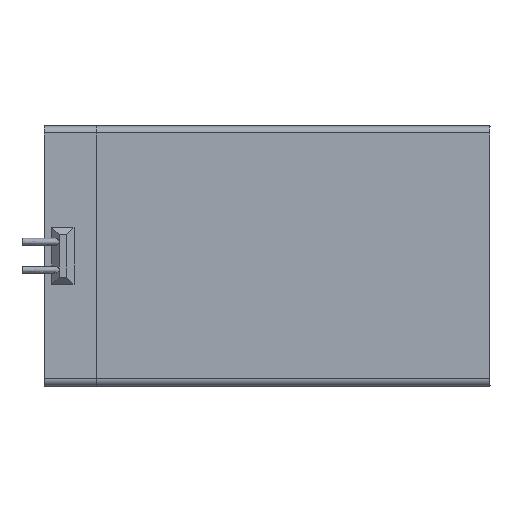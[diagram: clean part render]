
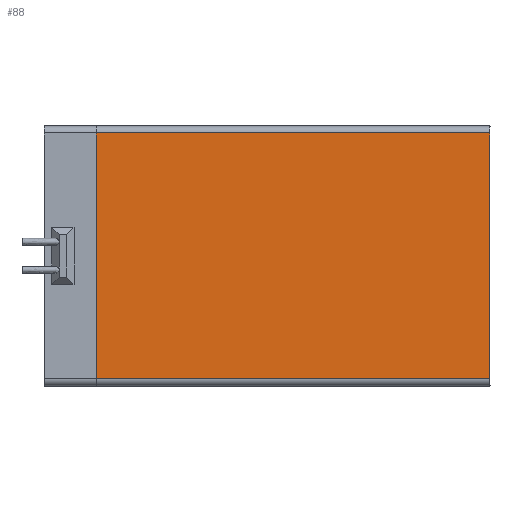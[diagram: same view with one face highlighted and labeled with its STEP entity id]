
A CAD part, top view. The second image highlights one B-rep face of the part: STEP entity #88.
In plain terms, the highlighted planar face has unit normal (0, 0, 1).
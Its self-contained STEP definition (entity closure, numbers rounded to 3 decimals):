
#88=ADVANCED_FACE('',(#121),#522,.T.);
#121=FACE_OUTER_BOUND('',#155,.T.);
#155=EDGE_LOOP('',(#290,#291,#292,#293));
#290=ORIENTED_EDGE('',*,*,#367,.F.);
#291=ORIENTED_EDGE('',*,*,#378,.T.);
#292=ORIENTED_EDGE('',*,*,#376,.F.);
#293=ORIENTED_EDGE('',*,*,#361,.F.);
#361=EDGE_CURVE('',#493,#494,#413,.T.);
#367=EDGE_CURVE('',#499,#493,#418,.T.);
#376=EDGE_CURVE('',#494,#503,#423,.T.);
#378=EDGE_CURVE('',#499,#503,#424,.T.);
#413=B_SPLINE_CURVE_WITH_KNOTS('',1,(#1002,#1003),.UNSPECIFIED.,.F.,.F.,
(2,2),(0.,35.),.UNSPECIFIED.);
#418=B_SPLINE_CURVE_WITH_KNOTS('',1,(#1015,#1016),.UNSPECIFIED.,.F.,.F.,
(2,2),(0.,53.),.UNSPECIFIED.);
#423=B_SPLINE_CURVE_WITH_KNOTS('',1,(#1037,#1038),.UNSPECIFIED.,.F.,.F.,
(2,2),(0.,53.),.UNSPECIFIED.);
#424=B_SPLINE_CURVE_WITH_KNOTS('',1,(#1042,#1043),.UNSPECIFIED.,.F.,.F.,
(2,2),(0.,35.),.UNSPECIFIED.);
#493=VERTEX_POINT('',#979);
#494=VERTEX_POINT('',#980);
#499=VERTEX_POINT('',#985);
#503=VERTEX_POINT('',#989);
#522=PLANE('',#575);
#575=AXIS2_PLACEMENT_3D('',#971,#599,$);
#599=DIRECTION('',(0.,0.,1.));
#971=CARTESIAN_POINT('',(162.735,6.522,8.));
#979=CARTESIAN_POINT('',(104.315,9.946,8.));
#980=CARTESIAN_POINT('',(104.315,43.054,8.));
#985=CARTESIAN_POINT('',(157.315,9.946,8.));
#989=CARTESIAN_POINT('',(157.315,43.054,8.));
#1002=CARTESIAN_POINT('',(104.315,9.946,8.));
#1003=CARTESIAN_POINT('',(104.315,43.054,8.));
#1015=CARTESIAN_POINT('',(157.315,9.946,8.));
#1016=CARTESIAN_POINT('',(104.315,9.946,8.));
#1037=CARTESIAN_POINT('',(104.315,43.054,8.));
#1038=CARTESIAN_POINT('',(157.315,43.054,8.));
#1042=CARTESIAN_POINT('',(157.315,9.946,8.));
#1043=CARTESIAN_POINT('',(157.315,43.054,8.));
